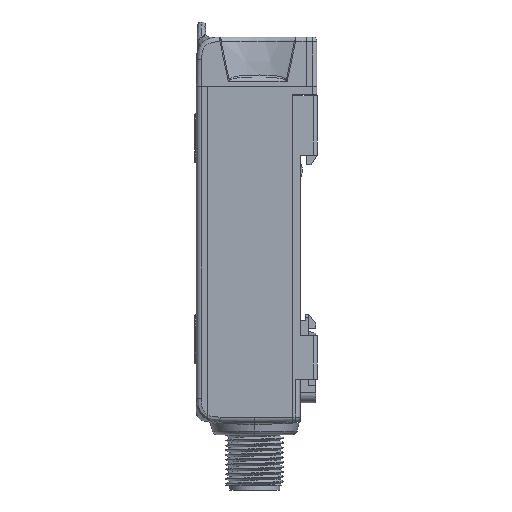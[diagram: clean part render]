
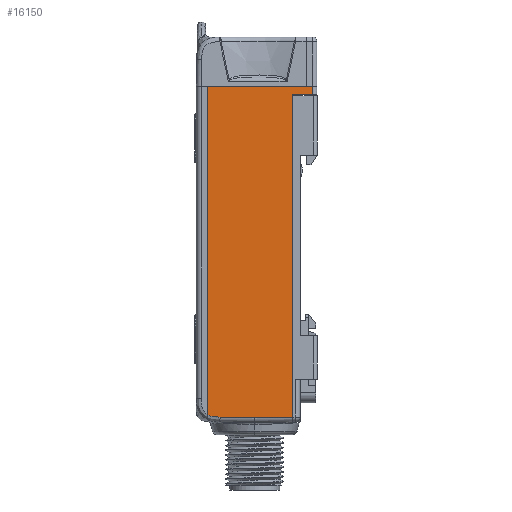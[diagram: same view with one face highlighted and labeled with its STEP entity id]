
A CAD part, left-side view. The second image highlights one B-rep face of the part: STEP entity #16150.
In plain terms, the highlighted planar face has unit normal (-1, 0.018, 0).
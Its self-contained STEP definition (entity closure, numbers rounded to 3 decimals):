
#1643=DIRECTION('',(-0.017,-1.,0.017));
#1644=VECTOR('',#1643,7.92);
#1645=CARTESIAN_POINT('',(-14.775,12.917,
-79.));
#1646=LINE('',#1645,#1644);
#4657=DIRECTION('',(0.,0.,1.));
#4658=VECTOR('',#4657,66.692);
#4659=CARTESIAN_POINT('',(-14.913,5.,-78.862));
#4660=LINE('',#4659,#4658);
#4661=DIRECTION('',(-0.017,-1.,0.));
#4662=VECTOR('',#4661,20.603);
#4663=CARTESIAN_POINT('',(-14.604,22.7,-10.25));
#4664=LINE('',#4663,#4662);
#4665=CARTESIAN_POINT('',(-14.986,0.814,
-10.25));
#4666=CARTESIAN_POINT('',(-14.983,0.957,
-10.25));
#4667=CARTESIAN_POINT('',(-14.978,1.243,
-10.25));
#4668=CARTESIAN_POINT('',(-14.971,1.671,
-10.25));
#4669=CARTESIAN_POINT('',(-14.966,1.957,
-10.25));
#4670=CARTESIAN_POINT('',(-14.963,2.1,-10.25));
#4672=DIRECTION('',(0.017,1.,0.));
#4673=VECTOR('',#4672,4.187);
#4674=CARTESIAN_POINT('',(-14.986,0.814,-12.));
#4675=LINE('',#4674,#4673);
#4676=DIRECTION('',(0.,0.,1.));
#4677=VECTOR('',#4676,0.17);
#4678=CARTESIAN_POINT('',(-14.913,5.,-12.17));
#4679=LINE('',#4678,#4677);
#4684=DIRECTION('',(0.017,1.,0.017));
#4685=VECTOR('',#4684,7.183);
#4686=CARTESIAN_POINT('',(-14.775,12.917,
-79.));
#4687=LINE('',#4686,#4685);
#4711=CARTESIAN_POINT('',(-14.604,22.7,
-78.366));
#4713=CARTESIAN_POINT('',(-14.649,20.098,
-78.875));
#4714=CARTESIAN_POINT('',(-14.646,20.306,
-78.871));
#4715=CARTESIAN_POINT('',(-14.639,20.699,
-78.857));
#4716=CARTESIAN_POINT('',(-14.629,21.226,
-78.811));
#4717=CARTESIAN_POINT('',(-14.621,21.689,
-78.737));
#4718=CARTESIAN_POINT('',(-14.614,22.089,
-78.635));
#4719=CARTESIAN_POINT('',(-14.609,22.426,
-78.511));
#4720=CARTESIAN_POINT('',(-14.605,22.614,
-78.415));
#4721=CARTESIAN_POINT('',(-14.604,22.7,
-78.366));
#4778=DIRECTION('',(0.,0.,-1.));
#4779=VECTOR('',#4778,68.116);
#4780=CARTESIAN_POINT('',(-14.604,22.7,-10.25));
#4781=LINE('',#4780,#4779);
#5586=DIRECTION('',(0.,0.,-1.));
#5587=VECTOR('',#5586,1.75);
#5588=CARTESIAN_POINT('',(-14.986,0.814,
-10.25));
#5589=LINE('',#5588,#5587);
#9575=CARTESIAN_POINT('',(-14.775,12.917,
-79.));
#9576=CARTESIAN_POINT('',(-14.649,20.098,
-78.875));
#9577=VERTEX_POINT('',#9575);
#9578=VERTEX_POINT('',#9576);
#9580=VERTEX_POINT('',#4711);
#9581=CARTESIAN_POINT('',(-14.604,22.7,-10.25));
#9582=VERTEX_POINT('',#9581);
#9587=CARTESIAN_POINT('',(-14.963,2.1,-10.25));
#9588=VERTEX_POINT('',#9587);
#9597=CARTESIAN_POINT('',(-14.986,0.814,-12.));
#9598=VERTEX_POINT('',#9597);
#9599=CARTESIAN_POINT('',(-14.986,0.814,
-10.25));
#9600=VERTEX_POINT('',#9599);
#9623=CARTESIAN_POINT('',(-14.913,5.,-12.));
#9624=VERTEX_POINT('',#9623);
#10456=CARTESIAN_POINT('',(-14.913,5.,-78.862));
#10457=CARTESIAN_POINT('',(-14.913,5.,-12.17));
#10458=VERTEX_POINT('',#10456);
#10459=VERTEX_POINT('',#10457);
#16127=CARTESIAN_POINT('',(-15.,0.,-82.21));
#16128=DIRECTION('',(-1.,0.017,0.));
#16129=DIRECTION('',(0.,0.,1.));
#16130=AXIS2_PLACEMENT_3D('',#16127,#16128,#16129);
#16131=PLANE('',#16130);
#16132=ORIENTED_EDGE('',*,*,#13211,.F.);
#16133=ORIENTED_EDGE('',*,*,#13232,.F.);
#16135=ORIENTED_EDGE('',*,*,#16134,.T.);
#16137=ORIENTED_EDGE('',*,*,#16136,.T.);
#16139=ORIENTED_EDGE('',*,*,#16138,.F.);
#16141=ORIENTED_EDGE('',*,*,#16140,.T.);
#16143=ORIENTED_EDGE('',*,*,#16142,.F.);
#16145=ORIENTED_EDGE('',*,*,#16144,.T.);
#16146=ORIENTED_EDGE('',*,*,#16102,.T.);
#16147=ORIENTED_EDGE('',*,*,#16071,.F.);
#16148=EDGE_LOOP('',(#16132,#16133,#16135,#16137,#16139,#16141,#16143,#16145,
#16146,#16147));
#16149=FACE_OUTER_BOUND('',#16148,.F.);
#16150=ADVANCED_FACE('',(#16149),#16131,.T.);
#4671=B_SPLINE_CURVE_WITH_KNOTS('',3,(#4665,#4666,#4667,#4668,#4669,#4670),
.UNSPECIFIED.,.F.,.F.,(4,1,1,4),(0.,0.333,0.667,1.),
.UNSPECIFIED.);
#4722=B_SPLINE_CURVE_WITH_KNOTS('',3,(#4713,#4714,#4715,#4716,#4717,#4718,#4719,
#4720,#4721),.UNSPECIFIED.,.F.,.F.,(4,1,1,1,1,1,4),(0.,0.167,
0.333,0.5,0.667,0.833,1.),
.UNSPECIFIED.);
#13211=EDGE_CURVE('',#10458,#10459,#4660,.T.);
#13232=EDGE_CURVE('',#9577,#10458,#1646,.T.);
#16071=EDGE_CURVE('',#10459,#9624,#4679,.T.);
#16102=EDGE_CURVE('',#9598,#9624,#4675,.T.);
#16134=EDGE_CURVE('',#9577,#9578,#4687,.T.);
#16136=EDGE_CURVE('',#9578,#9580,#4722,.T.);
#16138=EDGE_CURVE('',#9582,#9580,#4781,.T.);
#16140=EDGE_CURVE('',#9582,#9588,#4664,.T.);
#16142=EDGE_CURVE('',#9600,#9588,#4671,.T.);
#16144=EDGE_CURVE('',#9600,#9598,#5589,.T.);
